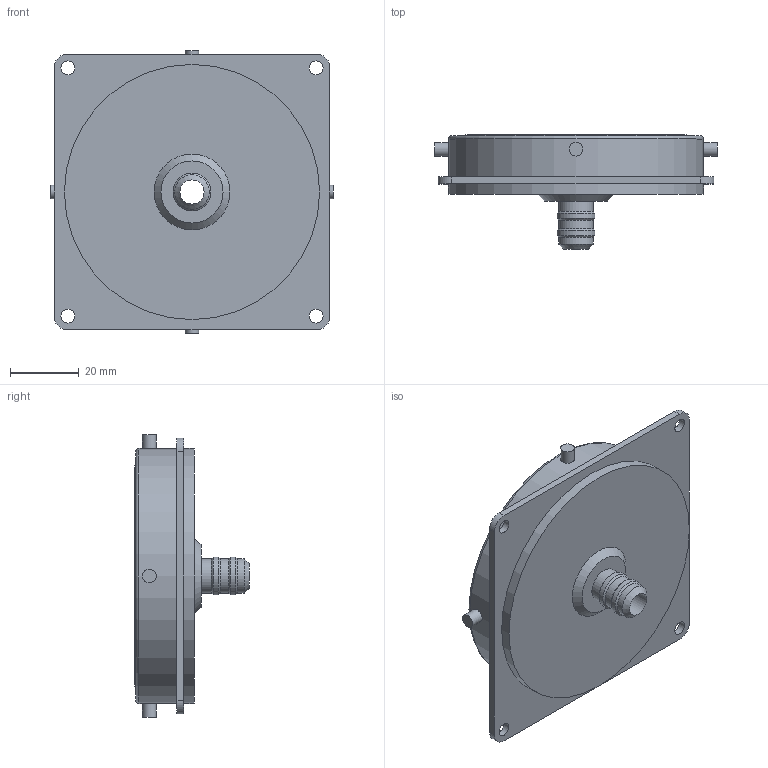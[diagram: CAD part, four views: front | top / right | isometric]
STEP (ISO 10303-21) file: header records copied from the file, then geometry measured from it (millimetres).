
FILE_DESCRIPTION(/* description */ (''),/* implementation_level */ '2;1');
FILE_NAME(/* name */ 'basis.step',/* time_stamp */ '2020-04-07T12:36:31+02:00',/* author */ (''),/* organization */ (''),/* preprocessor_version */ 'ST-DEVELOPER v18',/* originating_system */ 'Autodesk Translation Framework v8.12.0.6',/* authorisation */ '');
FILE_SCHEMA (('AUTOMOTIVE_DESIGN { 1 0 10303 214 3 1 1 }'));
Length unit declared in the file: millimetre
Products named in the file (2): Untitled; Basis
Assembly tree (1 placements, depth 2):
  Untitled
    Basis
Bounding box: 82 x 33.25 x 82 mm (x, y, z)
Volume: 26479.5 mm3; surface area: 23323.8 mm2
Topology: 5 solids, 5 shells, 57 faces, 115 edges, 74 vertices
Faces by surface type: cylinder 24, plane 24, cone 7, torus 2
Full cylindrical faces by diameter (mm): 4 x8, 7 x1, 10 x3, 11 x2, 61 x1, 64 x1, 68 x2, 74 x2
Entity records: 1633 total; most frequent: DIRECTION 304, CARTESIAN_POINT 258, ORIENTED_EDGE 236, AXIS2_PLACEMENT_3D 126, EDGE_CURVE 118, VERTEX_POINT 80, EDGE_LOOP 76, CIRCLE 66
